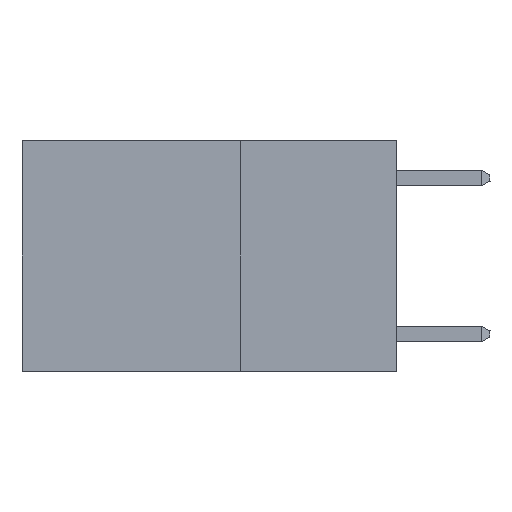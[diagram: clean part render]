
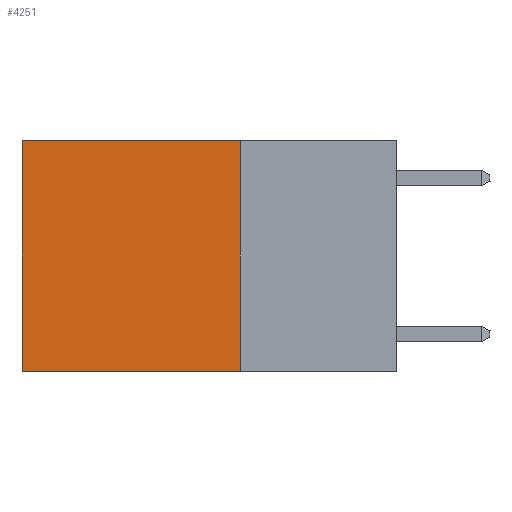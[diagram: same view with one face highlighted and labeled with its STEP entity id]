
A CAD part, left-side view. The second image highlights one B-rep face of the part: STEP entity #4251.
In plain terms, the highlighted planar face has unit normal (-1, 0, 0).
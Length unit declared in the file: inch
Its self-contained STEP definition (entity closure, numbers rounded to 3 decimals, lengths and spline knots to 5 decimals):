
#219 = LINE ( 'NONE', #5932, #4721 ) ;
#303 = LINE ( 'NONE', #5848, #7224 ) ;
#491 = EDGE_LOOP ( 'NONE', ( #3854, #4647, #2168, #4442 ) ) ;
#601 = AXIS2_PLACEMENT_3D ( 'NONE', #5216, #770, #3436 ) ;
#770 = DIRECTION ( 'NONE',  ( 1., 0., 0. ) ) ;
#1506 = CARTESIAN_POINT ( 'NONE',  ( 0.2625, 0.6, -0.37 ) ) ;
#1537 = CARTESIAN_POINT ( 'NONE',  ( 0.2625, 0.25, -0.37 ) ) ;
#1576 = EDGE_CURVE ( 'NONE', #1615, #2449, #219, .T. ) ;
#1615 = VERTEX_POINT ( 'NONE', #1537 ) ;
#1693 = LINE ( 'NONE', #7620, #7426 ) ;
#1955 = DIRECTION ( 'NONE',  ( 0., 0., -1. ) ) ;
#2025 = FACE_OUTER_BOUND ( 'NONE', #491, .T. ) ;
#2060 = CARTESIAN_POINT ( 'NONE',  ( 0.2625, 0.6, 0. ) ) ;
#2168 = ORIENTED_EDGE ( 'NONE', *, *, #2916, .F. ) ;
#2449 = VERTEX_POINT ( 'NONE', #1506 ) ;
#2751 = PLANE ( 'NONE',  #601 ) ;
#2899 = LINE ( 'NONE', #2060, #6106 ) ;
#2916 = EDGE_CURVE ( 'NONE', #7476, #1615, #303, .T. ) ;
#3423 = DIRECTION ( 'NONE',  ( 0., 1., 0. ) ) ;
#3436 = DIRECTION ( 'NONE',  ( 0., 0., -1. ) ) ;
#3854 = ORIENTED_EDGE ( 'NONE', *, *, #7719, .T. ) ;
#4251 = ADVANCED_FACE ( 'NONE', ( #2025 ), #2751, .F. ) ;
#4442 = ORIENTED_EDGE ( 'NONE', *, *, #6131, .T. ) ;
#4647 = ORIENTED_EDGE ( 'NONE', *, *, #1576, .F. ) ;
#4721 = VECTOR ( 'NONE', #3423, 39.37008 ) ;
#5161 = DIRECTION ( 'NONE',  ( 0., 1., 0. ) ) ;
#5216 = CARTESIAN_POINT ( 'NONE',  ( 0.2625, 0.25, 0. ) ) ;
#5308 = VERTEX_POINT ( 'NONE', #8206 ) ;
#5848 = CARTESIAN_POINT ( 'NONE',  ( 0.2625, 0.25, 0. ) ) ;
#5932 = CARTESIAN_POINT ( 'NONE',  ( 0.2625, 0.25, -0.37 ) ) ;
#6106 = VECTOR ( 'NONE', #1955, 39.37008 ) ;
#6131 = EDGE_CURVE ( 'NONE', #7476, #5308, #1693, .T. ) ;
#6210 = CARTESIAN_POINT ( 'NONE',  ( 0.2625, 0.25, 0. ) ) ;
#7224 = VECTOR ( 'NONE', #7739, 39.37008 ) ;
#7426 = VECTOR ( 'NONE', #5161, 39.37008 ) ;
#7476 = VERTEX_POINT ( 'NONE', #6210 ) ;
#7620 = CARTESIAN_POINT ( 'NONE',  ( 0.2625, 0.25, 0. ) ) ;
#7719 = EDGE_CURVE ( 'NONE', #5308, #2449, #2899, .T. ) ;
#7739 = DIRECTION ( 'NONE',  ( 0., 0., -1. ) ) ;
#8206 = CARTESIAN_POINT ( 'NONE',  ( 0.2625, 0.6, 0. ) ) ;
